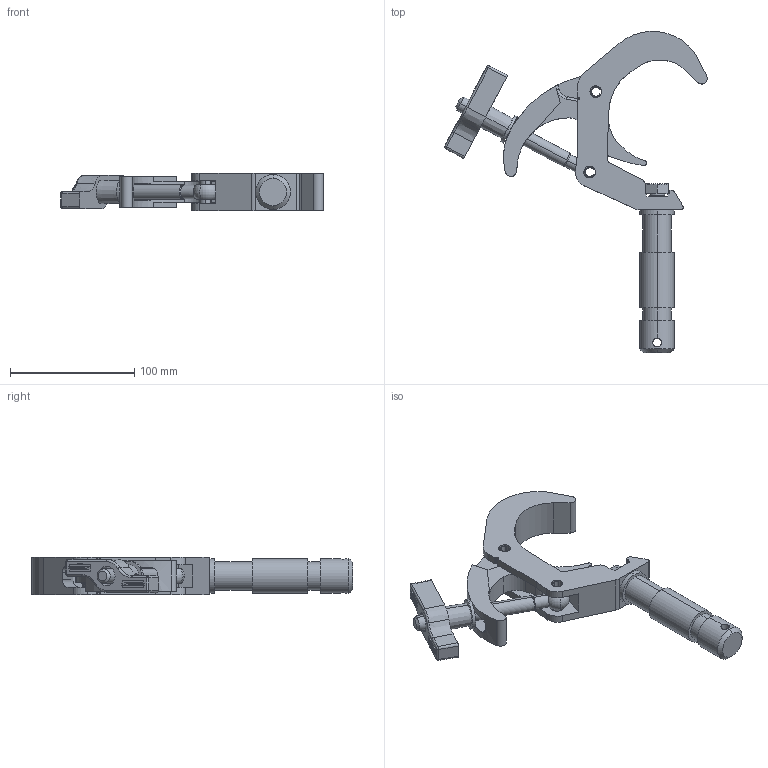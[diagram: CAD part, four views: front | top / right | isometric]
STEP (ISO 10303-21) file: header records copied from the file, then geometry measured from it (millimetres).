
FILE_DESCRIPTION (( 'STEP AP203' ), '1' );
FILE_NAME ('T58532 & T58534.STEP', '2018-08-09T11:26:27', ( '' ), ( '' ), 'SwSTEP 2.0', 'SolidWorks 2016', '' );
FILE_SCHEMA (( 'CONFIG_CONTROL_DESIGN' ));
Length unit declared in the file: millimetre
Products named in the file (13): TH2016_25MM WIDE; TH2015_30MM WIDE; TH658_TH658; Doughty Knob_S0123; Hex Bolt_ISO 4016 - M12 x 50 x 50-WS; TH1247; TH692; TH657_NO STAMPING; S1192_For T58500; T58532 & T58534; F791; A Washer_Bright washer BS 4320 - M12 (Form A); T78056
Assembly tree (13 placements, depth 3):
  T58532 & T58534
    TH657_NO STAMPING
      TH2015_30MM WIDE
    TH658_TH658
      TH2016_25MM WIDE
    F791  x2
    S1192_For T58500
    T78056
      TH692
      Doughty Knob_S0123
      A Washer_Bright washer BS 4320 - M12 (Form A)
    Hex Bolt_ISO 4016 - M12 x 50 x 50-WS
    TH1247
Bounding box: 211.68 x 258.95 x 29.9 mm (x, y, z)
Volume: 276796.7 mm3; surface area: 80503.1 mm2
Topology: 10 solids, 10 shells, 655 faces, 1714 edges, 1099 vertices
Faces by surface type: cylinder 257, plane 214, cone 154, torus 16, bspline 14
Entity records: 23692 total; most frequent: CARTESIAN_POINT 5981, DIRECTION 3649, ORIENTED_EDGE 3348, EDGE_CURVE 1674, AXIS2_PLACEMENT_3D 1399, VERTEX_POINT 1075, VECTOR 851, LINE 851
